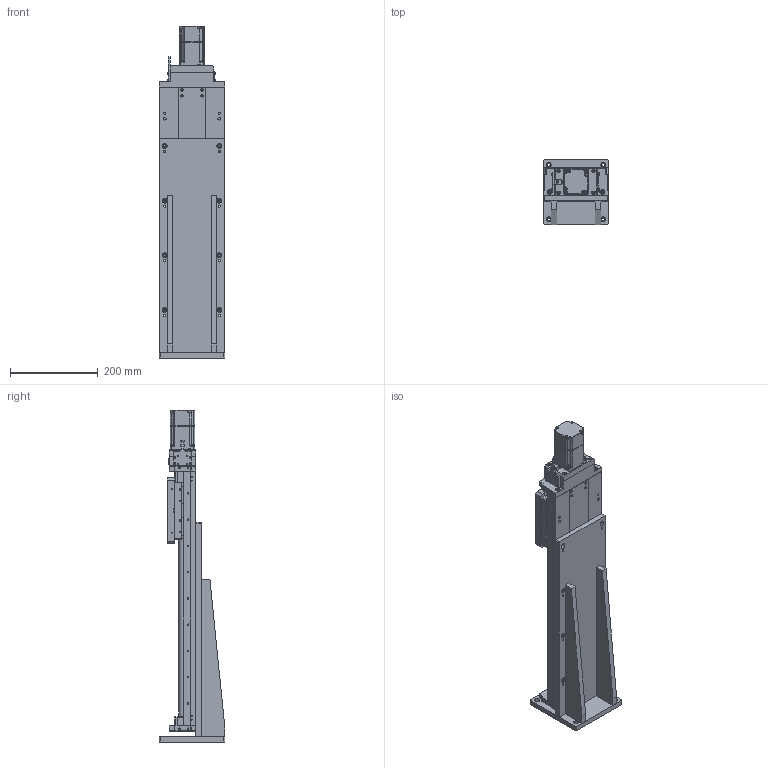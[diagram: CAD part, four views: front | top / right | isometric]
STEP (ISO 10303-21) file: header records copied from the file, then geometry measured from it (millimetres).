
FILE_DESCRIPTION (( 'STEP AP203' ), '1' );
FILE_NAME ('PA400-Z.step', '2019-05-06T08:21:50', ( '' ), ( '' ), 'SwSTEP 2.0', 'SolidWorks 2017', '' );
FILE_SCHEMA (( 'CONFIG_CONTROL_DESIGN' ));
Products named in the file (1): PA400-Z
Bounding box: 150 x 150 x 758.5 mm (x, y, z)
Surface area: 777705.7 mm2 (no closed solid volume)
Topology: 0 solids, 140 shells, 1606 faces, 5887 edges, 4293 vertices
Faces by surface type: plane 819, cylinder 531, torus 116, bspline 80, cone 42, sphere 18
Entity records: 68127 total; most frequent: CARTESIAN_POINT 17773, DIRECTION 10830, ORIENTED_EDGE 8897, EDGE_CURVE 5839, VERTEX_POINT 4293, AXIS2_PLACEMENT_3D 3698, LINE 3434, VECTOR 3434
